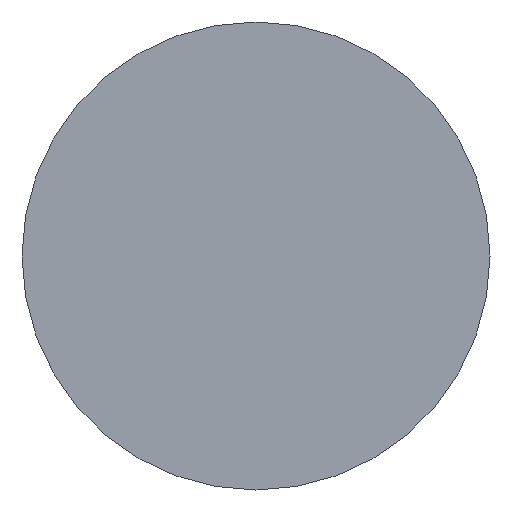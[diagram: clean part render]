
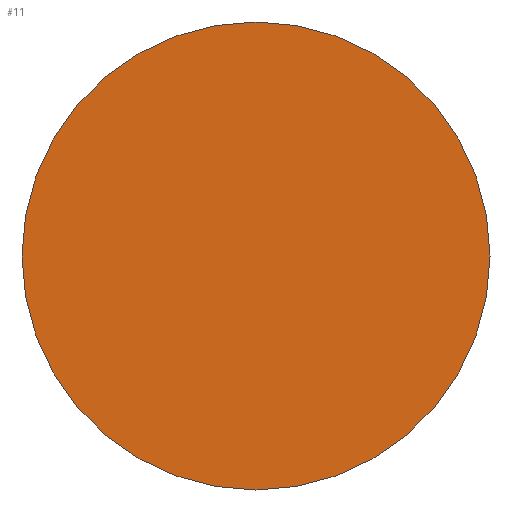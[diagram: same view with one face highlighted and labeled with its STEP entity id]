
A CAD part, left-side view. The second image highlights one B-rep face of the part: STEP entity #11.
In plain terms, the highlighted planar face has unit normal (-1, 0, 0).
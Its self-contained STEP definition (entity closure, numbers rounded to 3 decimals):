
#6 = EDGE_CURVE ( 'NONE', #107, #170, #134, .T. ) ;
#10 = CARTESIAN_POINT ( 'NONE',  ( 2.652, 0.594, -3. ) ) ;
#11 = ADVANCED_FACE ( 'NONE', ( #129 ), #114, .F. ) ;
#43 = ORIENTED_EDGE ( 'NONE', *, *, #202, .T. ) ;
#58 = CARTESIAN_POINT ( 'NONE',  ( 2.652, 0.594, 0. ) ) ;
#62 = CARTESIAN_POINT ( 'NONE',  ( 2.652, 0.594, 3. ) ) ;
#63 = CARTESIAN_POINT ( 'NONE',  ( 2.652, 3.594, 0. ) ) ;
#81 = DIRECTION ( 'NONE',  ( -1., 0., 0. ) ) ;
#91 = AXIS2_PLACEMENT_3D ( 'NONE', #58, #174, #94 ) ;
#94 = DIRECTION ( 'NONE',  ( 0., 0., 1. ) ) ;
#107 = VERTEX_POINT ( 'NONE', #62 ) ;
#114 = PLANE ( 'NONE',  #136 ) ;
#129 = FACE_OUTER_BOUND ( 'NONE', #194, .T. ) ;
#134 = CIRCLE ( 'NONE', #200, 3. ) ;
#136 = AXIS2_PLACEMENT_3D ( 'NONE', #63, #196, #179 ) ;
#170 = VERTEX_POINT ( 'NONE', #10 ) ;
#174 = DIRECTION ( 'NONE',  ( -1., 0., 0. ) ) ;
#179 = DIRECTION ( 'NONE',  ( 0., 0., -1. ) ) ;
#182 = CIRCLE ( 'NONE', #91, 3. ) ;
#194 = EDGE_LOOP ( 'NONE', ( #208, #43 ) ) ;
#196 = DIRECTION ( 'NONE',  ( 1., 0., 0. ) ) ;
#200 = AXIS2_PLACEMENT_3D ( 'NONE', #215, #81, #213 ) ;
#202 = EDGE_CURVE ( 'NONE', #170, #107, #182, .T. ) ;
#208 = ORIENTED_EDGE ( 'NONE', *, *, #6, .T. ) ;
#213 = DIRECTION ( 'NONE',  ( 0., 0., 1. ) ) ;
#215 = CARTESIAN_POINT ( 'NONE',  ( 2.652, 0.594, 0. ) ) ;
